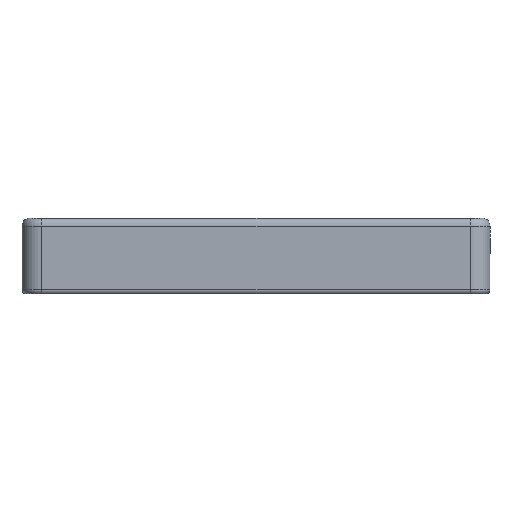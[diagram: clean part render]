
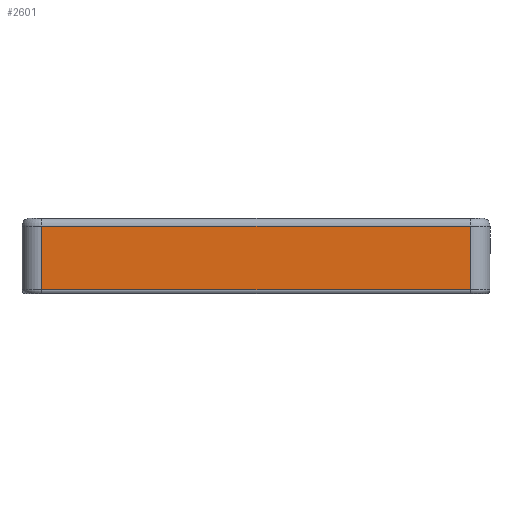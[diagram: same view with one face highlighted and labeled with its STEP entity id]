
A CAD part, left-side view. The second image highlights one B-rep face of the part: STEP entity #2601.
In plain terms, the highlighted planar face has unit normal (-1, 0, 0).
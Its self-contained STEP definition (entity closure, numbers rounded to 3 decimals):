
#318=PLANE('',#2923);
#467=FACE_OUTER_BOUND('',#641,.T.);
#641=EDGE_LOOP('',(#2257,#2258,#2259,#2260));
#724=LINE('',#4899,#888);
#817=LINE('',#5404,#981);
#818=LINE('',#5407,#982);
#819=LINE('',#5414,#983);
#888=VECTOR('',#3231,10.);
#981=VECTOR('',#3654,10.);
#982=VECTOR('',#3657,10.);
#983=VECTOR('',#3668,10.);
#1118=VERTEX_POINT('',#4893);
#1119=VERTEX_POINT('',#4897);
#1222=VERTEX_POINT('',#5400);
#1223=VERTEX_POINT('',#5406);
#1392=EDGE_CURVE('',#1119,#1118,#724,.T.);
#1579=EDGE_CURVE('',#1222,#1119,#817,.T.);
#1580=EDGE_CURVE('',#1223,#1222,#818,.T.);
#1584=EDGE_CURVE('',#1118,#1223,#819,.T.);
#2257=ORIENTED_EDGE('',*,*,#1392,.F.);
#2258=ORIENTED_EDGE('',*,*,#1579,.F.);
#2259=ORIENTED_EDGE('',*,*,#1580,.F.);
#2260=ORIENTED_EDGE('',*,*,#1584,.F.);
#2601=ADVANCED_FACE('',(#467),#318,.T.);
#2923=AXIS2_PLACEMENT_3D('',#5416,#3670,#3671);
#3231=DIRECTION('',(0.,1.,0.));
#3654=DIRECTION('',(0.,0.,-1.));
#3657=DIRECTION('',(0.,-1.,0.));
#3668=DIRECTION('',(0.,0.,1.));
#3670=DIRECTION('center_axis',(-1.,0.,0.));
#3671=DIRECTION('ref_axis',(0.,-1.,0.));
#4893=CARTESIAN_POINT('',(273.437,3.285,2.));
#4897=CARTESIAN_POINT('',(273.437,-103.915,2.));
#4899=CARTESIAN_POINT('',(273.437,-21.015,2.));
#5400=CARTESIAN_POINT('',(273.437,-103.915,18.));
#5404=CARTESIAN_POINT('',(273.437,-103.915,0.));
#5406=CARTESIAN_POINT('',(273.437,3.285,18.));
#5407=CARTESIAN_POINT('',(273.437,-21.015,18.));
#5414=CARTESIAN_POINT('',(273.437,3.285,0.));
#5416=CARTESIAN_POINT('Origin',(273.437,8.285,0.));
